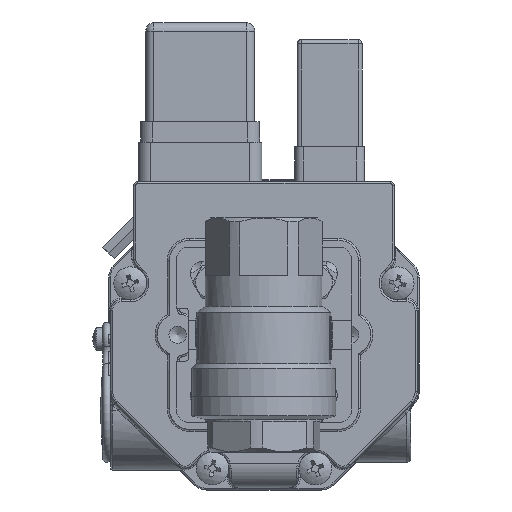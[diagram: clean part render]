
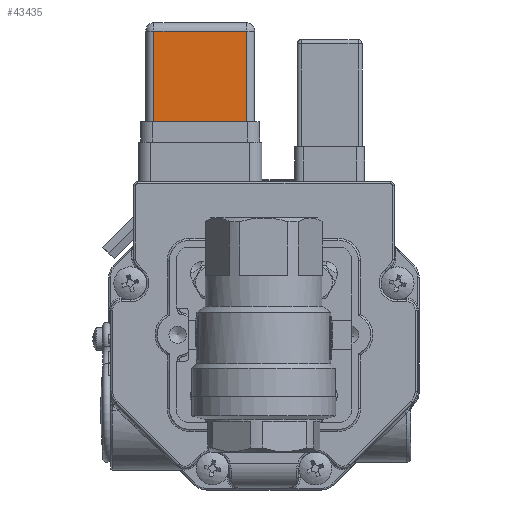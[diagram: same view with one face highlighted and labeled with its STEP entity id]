
A CAD part, left-side view. The second image highlights one B-rep face of the part: STEP entity #43435.
In plain terms, the highlighted face is planar.
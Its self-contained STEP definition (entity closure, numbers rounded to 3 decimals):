
#5506=LINE('',#107538,#8178);
#5509=LINE('',#107545,#8181);
#5515=LINE('',#107561,#8187);
#5520=LINE('',#107575,#8192);
#8178=VECTOR('',#67604,1000.);
#8181=VECTOR('',#67611,1000.);
#8187=VECTOR('',#67631,1000.);
#8192=VECTOR('',#67648,1000.);
#19744=ORIENTED_EDGE('',*,*,#26564,.T.);
#19745=ORIENTED_EDGE('',*,*,#26560,.T.);
#19746=ORIENTED_EDGE('',*,*,#26580,.T.);
#19747=ORIENTED_EDGE('',*,*,#26573,.T.);
#26560=EDGE_CURVE('',#30763,#30767,#5506,.T.);
#26564=EDGE_CURVE('',#30769,#30763,#5509,.T.);
#26573=EDGE_CURVE('',#30774,#30769,#5515,.T.);
#26580=EDGE_CURVE('',#30767,#30774,#5520,.T.);
#30763=VERTEX_POINT('',#107525);
#30767=VERTEX_POINT('',#107536);
#30769=VERTEX_POINT('',#107542);
#30774=VERTEX_POINT('',#107562);
#36543=EDGE_LOOP('',(#19744,#19745,#19746,#19747));
#39766=FACE_BOUND('',#36543,.T.);
#40869=PLANE('',#55675);
#43435=ADVANCED_FACE('',(#39766),#40869,.F.);
#55675=AXIS2_PLACEMENT_3D('',#107574,#67646,#67647);
#67604=DIRECTION('',(0.,0.,-1.));
#67611=DIRECTION('',(1.,0.,0.));
#67631=DIRECTION('',(0.,0.,1.));
#67646=DIRECTION('',(0.,-1.,0.));
#67647=DIRECTION('',(0.,0.,-1.));
#67648=DIRECTION('',(-1.,0.,0.));
#107525=CARTESIAN_POINT('',(11.25,13.25,36.6));
#107536=CARTESIAN_POINT('',(11.25,13.25,14.6));
#107538=CARTESIAN_POINT('',(11.25,13.25,38.6));
#107542=CARTESIAN_POINT('',(-11.25,13.25,36.6));
#107545=CARTESIAN_POINT('',(-13.25,13.25,36.6));
#107561=CARTESIAN_POINT('',(-11.25,13.25,38.6));
#107562=CARTESIAN_POINT('',(-11.25,13.25,14.6));
#107574=CARTESIAN_POINT('',(-13.25,13.25,38.6));
#107575=CARTESIAN_POINT('',(-13.25,13.25,14.6));
